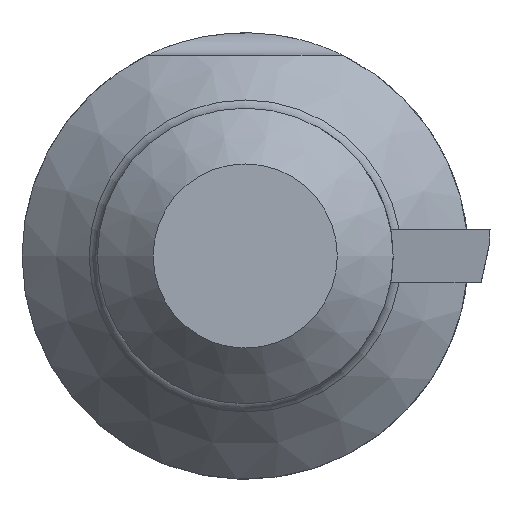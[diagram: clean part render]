
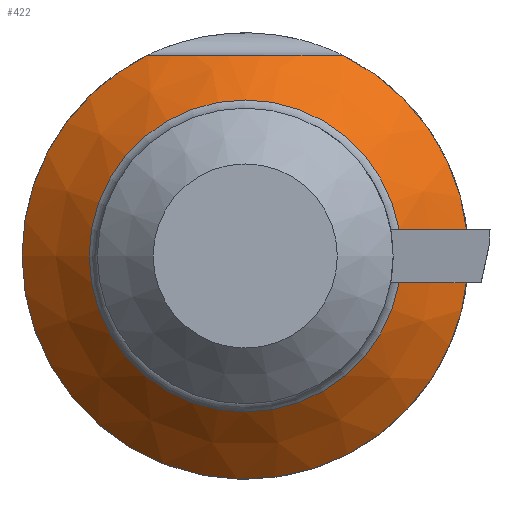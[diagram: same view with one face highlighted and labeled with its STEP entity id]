
A CAD part, left-side view. The second image highlights one B-rep face of the part: STEP entity #422.
In plain terms, the highlighted conical face has half-angle 45 degrees and reference radius 3.398 mm.
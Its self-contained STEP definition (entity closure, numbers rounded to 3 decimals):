
#16=CONICAL_SURFACE('',#478,3.398,0.785);
#19=(
BOUNDED_CURVE()
B_SPLINE_CURVE(2,(#746,#747,#748),.UNSPECIFIED.,.F.,.F.)
B_SPLINE_CURVE_WITH_KNOTS((3,3),(0.,0.358),.UNSPECIFIED.)
CURVE()
GEOMETRIC_REPRESENTATION_ITEM()
RATIONAL_B_SPLINE_CURVE((1.,1.111,1.))
REPRESENTATION_ITEM('')
);
#27=CIRCLE('',#475,4.);
#28=CIRCLE('',#476,4.);
#30=CIRCLE('',#479,2.796);
#31=CIRCLE('',#480,2.796);
#66=FACE_OUTER_BOUND('',#89,.T.);
#89=EDGE_LOOP('',(#333,#334,#335,#336,#337,#338,#339));
#125=LINE('',#759,#157);
#157=VECTOR('',#583,3.398);
#187=VERTEX_POINT('',#743);
#188=VERTEX_POINT('',#745);
#189=VERTEX_POINT('',#751);
#191=VERTEX_POINT('',#758);
#192=VERTEX_POINT('',#760);
#237=EDGE_CURVE('',#188,#187,#19,.T.);
#239=EDGE_CURVE('',#187,#189,#27,.T.);
#240=EDGE_CURVE('',#189,#188,#28,.T.);
#243=EDGE_CURVE('',#189,#191,#125,.T.);
#244=EDGE_CURVE('',#192,#191,#30,.T.);
#245=EDGE_CURVE('',#191,#192,#31,.T.);
#333=ORIENTED_EDGE('',*,*,#239,.T.);
#334=ORIENTED_EDGE('',*,*,#243,.T.);
#335=ORIENTED_EDGE('',*,*,#244,.F.);
#336=ORIENTED_EDGE('',*,*,#245,.F.);
#337=ORIENTED_EDGE('',*,*,#243,.F.);
#338=ORIENTED_EDGE('',*,*,#240,.T.);
#339=ORIENTED_EDGE('',*,*,#237,.T.);
#422=ADVANCED_FACE('',(#66),#16,.T.);
#475=AXIS2_PLACEMENT_3D('',#752,#574,#575);
#476=AXIS2_PLACEMENT_3D('',#753,#576,#577);
#478=AXIS2_PLACEMENT_3D('',#757,#581,#582);
#479=AXIS2_PLACEMENT_3D('',#761,#584,#585);
#480=AXIS2_PLACEMENT_3D('',#762,#586,#587);
#574=DIRECTION('center_axis',(-1.,0.,0.));
#575=DIRECTION('ref_axis',(0.,0.,1.));
#576=DIRECTION('center_axis',(-1.,0.,0.));
#577=DIRECTION('ref_axis',(0.,0.,1.));
#581=DIRECTION('center_axis',(1.,0.,0.));
#582=DIRECTION('ref_axis',(0.,-1.,0.));
#583=DIRECTION('',(-0.707,-0.707,0.));
#584=DIRECTION('center_axis',(-1.,0.,0.));
#585=DIRECTION('ref_axis',(0.,0.,1.));
#586=DIRECTION('center_axis',(-1.,0.,0.));
#587=DIRECTION('ref_axis',(0.,0.,1.));
#743=CARTESIAN_POINT('',(54.35,1.744,3.6));
#745=CARTESIAN_POINT('',(54.35,-1.744,3.6));
#746=CARTESIAN_POINT('Ctrl Pts',(54.35,-1.744,3.6));
#747=CARTESIAN_POINT('Ctrl Pts',(53.59,0.,3.6));
#748=CARTESIAN_POINT('Ctrl Pts',(54.35,1.744,3.6));
#751=CARTESIAN_POINT('',(54.35,4.,0.));
#752=CARTESIAN_POINT('Origin',(54.35,0.,0.));
#753=CARTESIAN_POINT('Origin',(54.35,0.,0.));
#757=CARTESIAN_POINT('Origin',(53.748,0.,0.));
#758=CARTESIAN_POINT('',(53.146,2.796,0.));
#759=CARTESIAN_POINT('',(53.748,3.398,0.));
#760=CARTESIAN_POINT('',(53.146,0.,-2.796));
#761=CARTESIAN_POINT('Origin',(53.146,0.,0.));
#762=CARTESIAN_POINT('Origin',(53.146,0.,0.));
